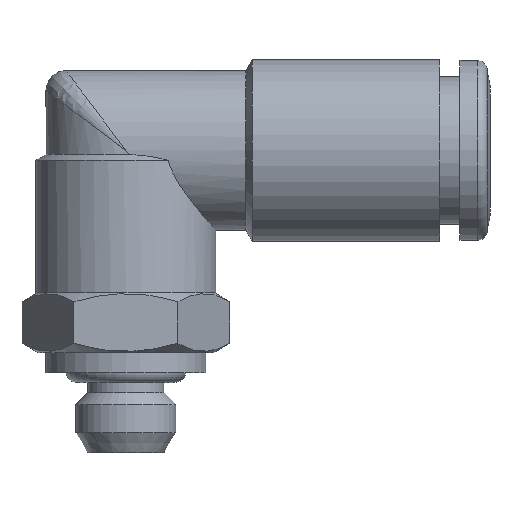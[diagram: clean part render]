
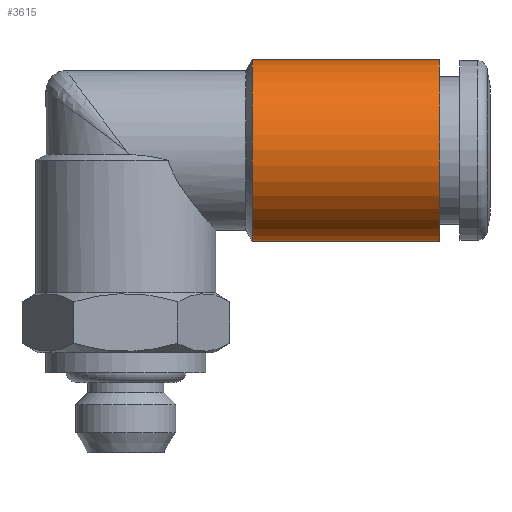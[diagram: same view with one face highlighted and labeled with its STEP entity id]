
A CAD part, front view. The second image highlights one B-rep face of the part: STEP entity #3615.
In plain terms, the highlighted cylindrical face has radius 4.55 mm (diameter 9.1 mm), a full revolution.
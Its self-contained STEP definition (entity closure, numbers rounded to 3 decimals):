
#761=ORIENTED_EDGE('',*,*,#1010,.T.);
#762=ORIENTED_EDGE('',*,*,#1011,.F.);
#849=CIRCLE('',#3532,4.55);
#850=CIRCLE('',#3534,4.55);
#924=VERTEX_POINT('',#2729);
#925=VERTEX_POINT('',#2732);
#1010=EDGE_CURVE('',#924,#924,#849,.T.);
#1011=EDGE_CURVE('',#925,#925,#850,.T.);
#1118=EDGE_LOOP('',(#761));
#1119=EDGE_LOOP('',(#762));
#1235=FACE_BOUND('',#1118,.T.);
#1236=FACE_BOUND('',#1119,.T.);
#1276=CYLINDRICAL_SURFACE('',#3533,4.55);
#1927=DIRECTION('',(1.,0.,0.));
#1928=DIRECTION('',(0.,4.55,0.));
#1929=DIRECTION('',(-1.,0.,0.));
#1930=DIRECTION('',(0.,1.,0.));
#1931=DIRECTION('',(1.,0.,0.));
#1932=DIRECTION('',(0.,4.55,0.));
#2729=CARTESIAN_POINT('',(10.218,27.256,0.));
#2730=CARTESIAN_POINT('',(10.218,22.706,0.));
#2731=CARTESIAN_POINT('',(19.6,22.706,0.));
#2732=CARTESIAN_POINT('',(19.6,27.256,0.));
#2733=CARTESIAN_POINT('',(19.6,22.706,0.));
#3532=AXIS2_PLACEMENT_3D('',#2730,#1927,#1928);
#3533=AXIS2_PLACEMENT_3D('',#2731,#1929,#1930);
#3534=AXIS2_PLACEMENT_3D('',#2733,#1931,#1932);
#3615=ADVANCED_FACE('',(#1235,#1236),#1276,.T.);
